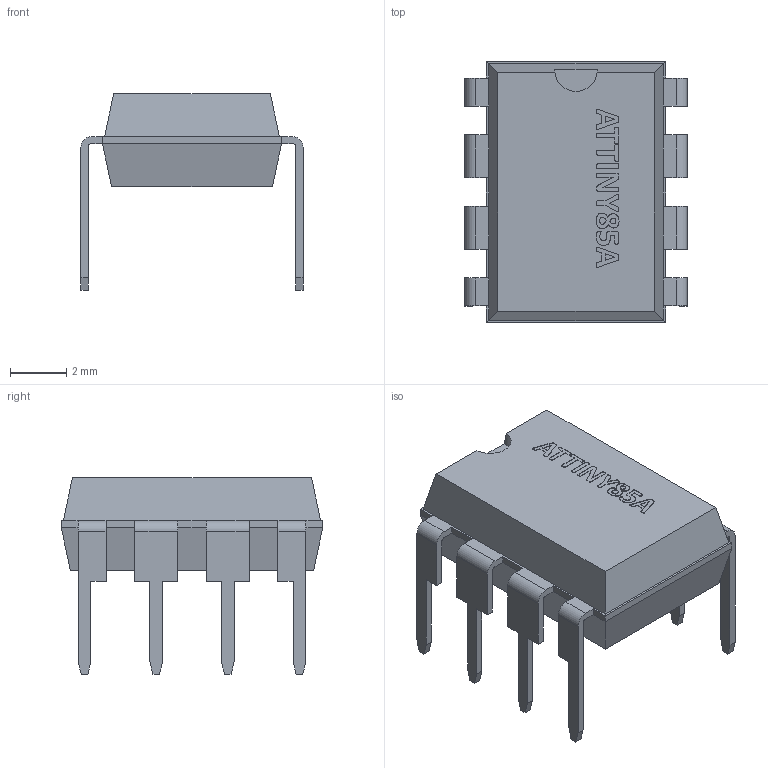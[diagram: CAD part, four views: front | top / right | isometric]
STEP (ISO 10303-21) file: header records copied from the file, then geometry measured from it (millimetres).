
FILE_DESCRIPTION(('FreeCAD Model'),'2;1');
FILE_NAME('NJM4558D.step','2018-08-18T02:16:04',( 'Author'),(''),'Open CASCADE STEP processor 7.2','FreeCAD','Unknown' );
FILE_SCHEMA(('AUTOMOTIVE_DESIGN { 1 0 10303 214 1 1 1 1 }'));
Length unit declared in the file: millimetre
Products named in the file (1): Cut
Bounding box: 7.87 x 9.27 x 6.98 mm (x, y, z)
Volume: 184.9 mm3; surface area: 297.9 mm2
Topology: 1 solids, 1 shells, 494 faces, 1395 edges, 916 vertices
Faces by surface type: extrusion 282, plane 175, bspline 20, cylinder 17
Entity records: 41716 total; most frequent: CARTESIAN_POINT 13358, DIRECTION 3290, VECTOR 2810, ORIENTED_EDGE 2790, PCURVE 2790, DEFINITIONAL_REPRESENTATION 2790, LINE 2528, B_SPLINE_CURVE_WITH_KNOTS 1867
